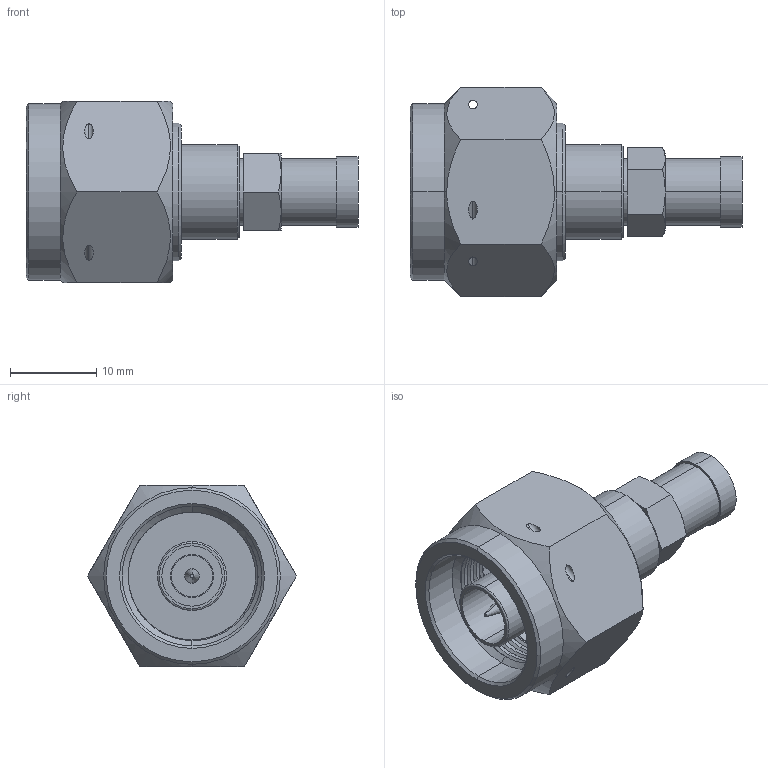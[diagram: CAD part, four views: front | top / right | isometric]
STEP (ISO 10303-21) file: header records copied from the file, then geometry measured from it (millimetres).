
FILE_DESCRIPTION (( 'STEP AP203' ), '1' );
FILE_NAME ('3190-2291.STEP', '2021-10-11T03:45:41', ( '001' ), ( '' ), 'SwSTEP 2.0', 'SolidWorks 2020', '' );
FILE_SCHEMA (( 'CONFIG_CONTROL_DESIGN' ));
Length unit declared in the file: millimetre
Products named in the file (1): 3190-2291
Bounding box: 38.51 x 24.25 x 21 mm (x, y, z)
Volume: 5784.3 mm3; surface area: 4568.8 mm2
Topology: 1 solids, 1 shells, 127 faces, 287 edges, 182 vertices
Faces by surface type: cylinder 57, plane 34, cone 32, torus 2, bspline 2
Entity records: 4687 total; most frequent: CARTESIAN_POINT 1803, DIRECTION 594, ORIENTED_EDGE 574, EDGE_CURVE 287, AXIS2_PLACEMENT_3D 244, VERTEX_POINT 182, EDGE_LOOP 153, FACE_OUTER_BOUND 127
